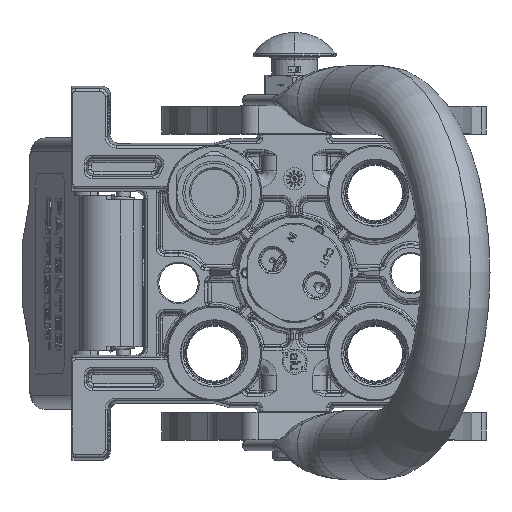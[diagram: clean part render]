
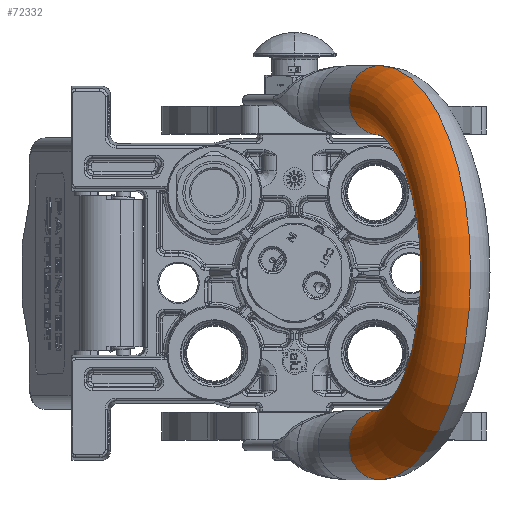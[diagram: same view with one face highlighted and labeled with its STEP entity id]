
A CAD part, top view. The second image highlights one B-rep face of the part: STEP entity #72332.
In plain terms, the highlighted toroidal (fillet/blend) face has major radius 62.25 mm and minor radius 12.5 mm.
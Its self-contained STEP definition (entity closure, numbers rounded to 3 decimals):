
#1260 = EDGE_CURVE ( 'NONE', #199328, #77120, #9483, .T. ) ;
#8231 = EDGE_CURVE ( 'NONE', #153686, #199328, #140912, .T. ) ;
#9483 = CIRCLE ( 'NONE', #68615, 49.75 ) ;
#17357 = FACE_OUTER_BOUND ( 'NONE', #134668, .T. ) ;
#20975 = CARTESIAN_POINT ( 'NONE',  ( -62.25, 0., 25.25 ) ) ;
#27788 = DIRECTION ( 'NONE',  ( 1., 0., 0. ) ) ;
#36957 = ORIENTED_EDGE ( 'NONE', *, *, #1260, .T. ) ;
#37556 = ORIENTED_EDGE ( 'NONE', *, *, #190616, .F. ) ;
#40148 = AXIS2_PLACEMENT_3D ( 'NONE', #104882, #201295, #27788 ) ;
#58277 = DIRECTION ( 'NONE',  ( 1., 0., 0. ) ) ;
#61123 = CARTESIAN_POINT ( 'NONE',  ( 0., 0., 25.25 ) ) ;
#63507 = AXIS2_PLACEMENT_3D ( 'NONE', #61123, #109674, #139528 ) ;
#64481 = TOROIDAL_SURFACE ( 'NONE', #40148, 62.25, 12.5 ) ;
#67809 = CIRCLE ( 'NONE', #118904, 12.5 ) ;
#68615 = AXIS2_PLACEMENT_3D ( 'NONE', #169541, #74530, #123773 ) ;
#72332 = ADVANCED_FACE ( 'NONE', ( #17357 ), #64481, .T. ) ;
#74530 = DIRECTION ( 'NONE',  ( 0., 1., 0. ) ) ;
#75617 = CARTESIAN_POINT ( 'NONE',  ( 62.25, 0., 25.25 ) ) ;
#77120 = VERTEX_POINT ( 'NONE', #118131 ) ;
#80217 = AXIS2_PLACEMENT_3D ( 'NONE', #20975, #150613, #118047 ) ;
#84246 = EDGE_CURVE ( 'NONE', #95988, #77120, #67809, .T. ) ;
#95988 = VERTEX_POINT ( 'NONE', #183928 ) ;
#104882 = CARTESIAN_POINT ( 'NONE',  ( 0., 0., 25.25 ) ) ;
#109674 = DIRECTION ( 'NONE',  ( 0., 1., 0. ) ) ;
#117045 = ORIENTED_EDGE ( 'NONE', *, *, #8231, .T. ) ;
#118047 = DIRECTION ( 'NONE',  ( -1., 0., 0. ) ) ;
#118131 = CARTESIAN_POINT ( 'NONE',  ( 49.75, 0., 25.25 ) ) ;
#118904 = AXIS2_PLACEMENT_3D ( 'NONE', #75617, #185234, #58277 ) ;
#123773 = DIRECTION ( 'NONE',  ( -1., 0., 0. ) ) ;
#134668 = EDGE_LOOP ( 'NONE', ( #36957, #171087, #37556, #117045 ) ) ;
#139528 = DIRECTION ( 'NONE',  ( -1., 0., 0. ) ) ;
#140912 = CIRCLE ( 'NONE', #80217, 12.5 ) ;
#150613 = DIRECTION ( 'NONE',  ( 0., 0., 1. ) ) ;
#153686 = VERTEX_POINT ( 'NONE', #183516 ) ;
#153888 = CARTESIAN_POINT ( 'NONE',  ( -49.75, 0., 25.25 ) ) ;
#166535 = CIRCLE ( 'NONE', #63507, 74.75 ) ;
#169541 = CARTESIAN_POINT ( 'NONE',  ( 0., 0., 25.25 ) ) ;
#171087 = ORIENTED_EDGE ( 'NONE', *, *, #84246, .F. ) ;
#183516 = CARTESIAN_POINT ( 'NONE',  ( -74.75, 0., 25.25 ) ) ;
#183928 = CARTESIAN_POINT ( 'NONE',  ( 74.75, 0., 25.25 ) ) ;
#185234 = DIRECTION ( 'NONE',  ( 0., 0., -1. ) ) ;
#190616 = EDGE_CURVE ( 'NONE', #153686, #95988, #166535, .T. ) ;
#199328 = VERTEX_POINT ( 'NONE', #153888 ) ;
#201295 = DIRECTION ( 'NONE',  ( 0., 1., 0. ) ) ;
